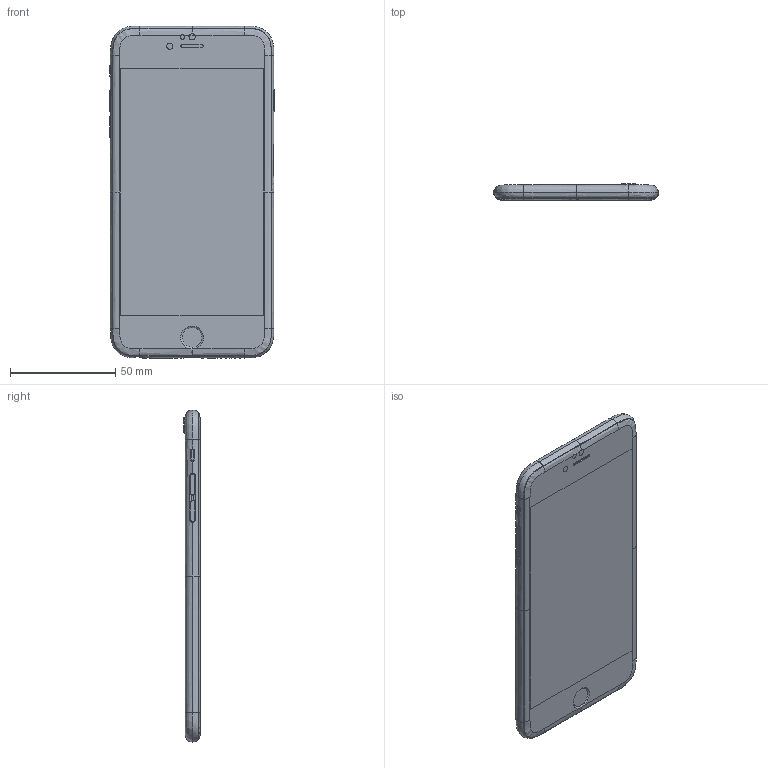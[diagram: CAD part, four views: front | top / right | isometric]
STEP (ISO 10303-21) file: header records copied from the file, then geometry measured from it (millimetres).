
FILE_DESCRIPTION(/* description */ (''),/* implementation_level */ '2;1');
FILE_NAME(/* name */ 'iphone6Plus.stp',/* time_stamp */ '2014-10-02T18:07:38-06:00');
FILE_SCHEMA (('AP203_CONFIGURATION_CONTROLLED_3D_DESIGN_OF_MECHANICAL_PARTS_AND_ASSEMBLIES_MIM_LF { 1 0 10303 403 2 1 2}'));
Length unit declared in the file: millimetre
Products named in the file (1): Evan168077B8udff
Bounding box: 78.52 x 7.77 x 158.07 mm (x, y, z)
Volume: 83902.8 mm3; surface area: 26680.8 mm2
Topology: 1 solids, 1 shells, 184 faces, 458 edges, 282 vertices
Faces by surface type: plane 69, bspline 60, cylinder 40, cone 11, extrusion 4
Full cylindrical faces by diameter (mm): 1.25 x1, 1.6 x10, 4.05 x1, 4.11 x1, 7.66 x1
Entity records: 9339 total; most frequent: CARTESIAN_POINT 5487, ORIENTED_EDGE 882, DIRECTION 561, EDGE_CURVE 441, VERTEX_POINT 280, EDGE_LOOP 205, B_SPLINE_CURVE_WITH_KNOTS 203, AXIS2_PLACEMENT_3D 194
